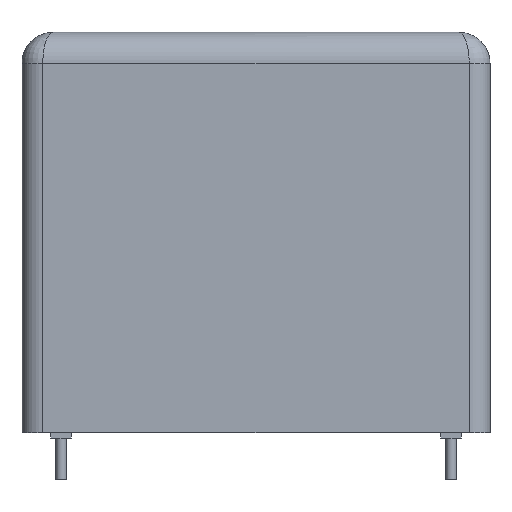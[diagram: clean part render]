
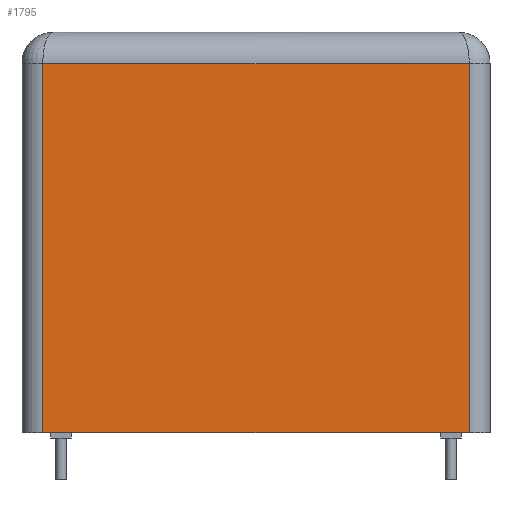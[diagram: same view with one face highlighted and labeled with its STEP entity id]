
A CAD part, front view. The second image highlights one B-rep face of the part: STEP entity #1795.
In plain terms, the highlighted free-form (B-spline) face has degree [1, 1] with [2, 2] control points.
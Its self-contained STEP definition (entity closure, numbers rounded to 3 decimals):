
#1284=CARTESIAN_POINT('',(20.5,-12.75,36.0));
#1285=VERTEX_POINT('',#1284);
#1622=CARTESIAN_POINT('',(-20.5,-12.75,36.0));
#1623=VERTEX_POINT('',#1622);
#1663=CARTESIAN_POINT('',(-20.5,-12.75,36.0));
#1664=DIRECTION('',(1.0,0.0,0.0));
#1665=VECTOR('',#1664,41.0);
#1666=LINE('',#1663,#1665);
#1667=EDGE_CURVE('',#1623,#1285,#1666,.T.);
#1753=CARTESIAN_POINT('',(20.5,-12.75,0.5));
#1754=VERTEX_POINT('',#1753);
#1755=CARTESIAN_POINT('',(20.5,-12.75,36.0));
#1756=DIRECTION('',(0.0,0.0,-1.0));
#1757=VECTOR('',#1756,35.5);
#1758=LINE('',#1755,#1757);
#1759=EDGE_CURVE('',#1285,#1754,#1758,.T.);
#1772=CARTESIAN_POINT('',(20.5,-12.75,36.0));
#1773=CARTESIAN_POINT('',(20.5,-12.75,0.5));
#1774=CARTESIAN_POINT('',(-20.5,-12.75,36.0));
#1775=CARTESIAN_POINT('',(-20.5,-12.75,0.5));
#1776=B_SPLINE_SURFACE_WITH_KNOTS('',1,1,((#1772,#1774),(#1773,#1775)),.UNSPECIFIED.,.F.,.F.,.U.,(2,2),(2,2),(0.0,35.5),(0.0,41.0),.UNSPECIFIED.);
#1777=ORIENTED_EDGE('',*,*,#1667,.F.);
#1778=CARTESIAN_POINT('',(-20.5,-12.75,0.5));
#1779=VERTEX_POINT('',#1778);
#1780=CARTESIAN_POINT('',(-20.5,-12.75,0.5));
#1781=DIRECTION('',(0.0,0.0,1.0));
#1782=VECTOR('',#1781,35.5);
#1783=LINE('',#1780,#1782);
#1784=EDGE_CURVE('',#1779,#1623,#1783,.T.);
#1785=ORIENTED_EDGE('',*,*,#1784,.F.);
#1786=CARTESIAN_POINT('',(-20.5,-12.75,0.5));
#1787=DIRECTION('',(1.0,0.0,0.0));
#1788=VECTOR('',#1787,41.0);
#1789=LINE('',#1786,#1788);
#1790=EDGE_CURVE('',#1779,#1754,#1789,.T.);
#1791=ORIENTED_EDGE('',*,*,#1790,.T.);
#1792=ORIENTED_EDGE('',*,*,#1759,.F.);
#1793=EDGE_LOOP('',(#1777,#1785,#1791,#1792));
#1794=FACE_OUTER_BOUND('',#1793,.T.);
#1795=ADVANCED_FACE('',(#1794),#1776,.F.);
